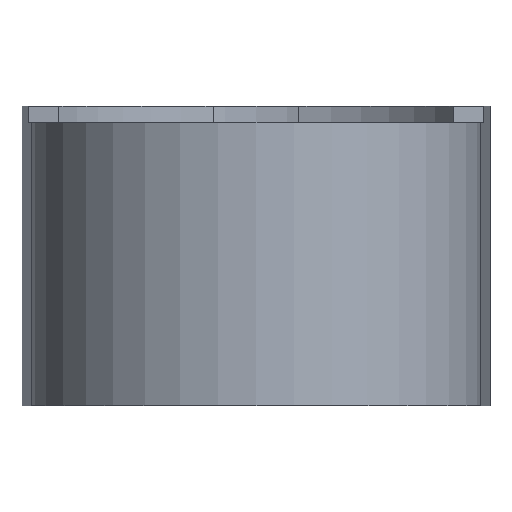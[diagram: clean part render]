
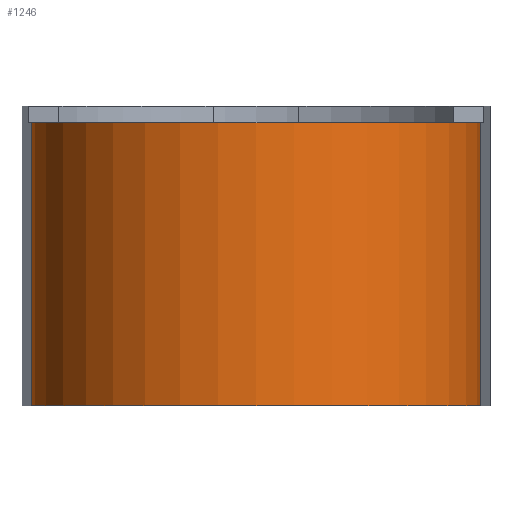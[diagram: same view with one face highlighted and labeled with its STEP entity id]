
A CAD part, left-side view. The second image highlights one B-rep face of the part: STEP entity #1246.
In plain terms, the highlighted cylindrical face has radius 13.5 mm (diameter 27 mm), a partial arc.
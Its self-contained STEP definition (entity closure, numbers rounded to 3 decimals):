
#20=CYLINDRICAL_SURFACE('',#1349,13.5);
#80=FACE_OUTER_BOUND('',#155,.T.);
#155=EDGE_LOOP('',(#971,#972,#973,#974));
#286=LINE('',#1956,#428);
#287=LINE('',#1957,#429);
#428=VECTOR('',#1587,10.);
#429=VECTOR('',#1588,10.);
#509=CIRCLE('',#1343,13.5);
#513=CIRCLE('',#1350,13.5);
#598=VERTEX_POINT('',#1936);
#599=VERTEX_POINT('',#1938);
#603=VERTEX_POINT('',#1953);
#604=VERTEX_POINT('',#1954);
#736=EDGE_CURVE('',#598,#599,#509,.T.);
#744=EDGE_CURVE('',#603,#604,#513,.T.);
#745=EDGE_CURVE('',#604,#599,#286,.T.);
#746=EDGE_CURVE('',#598,#603,#287,.T.);
#971=ORIENTED_EDGE('',*,*,#744,.T.);
#972=ORIENTED_EDGE('',*,*,#745,.T.);
#973=ORIENTED_EDGE('',*,*,#736,.F.);
#974=ORIENTED_EDGE('',*,*,#746,.T.);
#1246=ADVANCED_FACE('',(#80),#20,.T.);
#1343=AXIS2_PLACEMENT_3D('',#1939,#1567,#1568);
#1349=AXIS2_PLACEMENT_3D('',#1952,#1583,#1584);
#1350=AXIS2_PLACEMENT_3D('',#1955,#1585,#1586);
#1567=DIRECTION('center_axis',(0.,0.,1.));
#1568=DIRECTION('ref_axis',(-1.,0.,0.));
#1583=DIRECTION('center_axis',(0.,0.,1.));
#1584=DIRECTION('ref_axis',(-1.,0.,0.));
#1585=DIRECTION('center_axis',(0.,0.,1.));
#1586=DIRECTION('ref_axis',(1.,0.,0.));
#1587=DIRECTION('',(0.,0.,1.));
#1588=DIRECTION('',(0.,0.,-1.));
#1936=CARTESIAN_POINT('',(-24.309,13.496,14.));
#1938=CARTESIAN_POINT('',(-24.309,-13.496,14.));
#1939=CARTESIAN_POINT('Origin',(-24.,0.,14.));
#1952=CARTESIAN_POINT('Origin',(-24.,0.,0.));
#1953=CARTESIAN_POINT('',(-24.309,13.496,-3.));
#1954=CARTESIAN_POINT('',(-24.309,-13.496,-3.));
#1955=CARTESIAN_POINT('Origin',(-24.,0.,-3.));
#1956=CARTESIAN_POINT('',(-24.309,-13.496,0.));
#1957=CARTESIAN_POINT('',(-24.309,13.496,0.));
